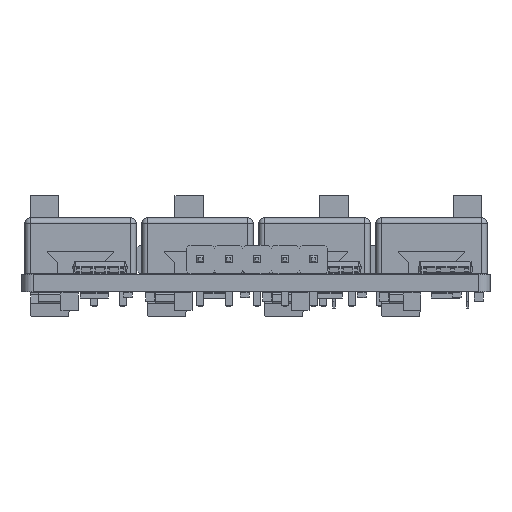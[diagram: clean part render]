
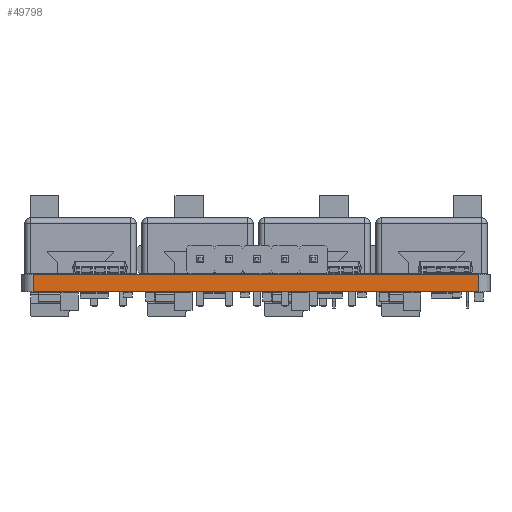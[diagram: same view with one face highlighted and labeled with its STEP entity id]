
A CAD part, left-side view. The second image highlights one B-rep face of the part: STEP entity #49798.
In plain terms, the highlighted planar face has unit normal (-1, 0, 0).
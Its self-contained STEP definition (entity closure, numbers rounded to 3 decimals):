
#46533 = PLANE('',#46534);
#46534 = AXIS2_PLACEMENT_3D('',#46535,#46536,#46537);
#46535 = CARTESIAN_POINT('',(119.5,-72.,1.6));
#46536 = DIRECTION('',(0.,0.,1.));
#46537 = DIRECTION('',(1.,0.,0.));
#46587 = PLANE('',#46588);
#46588 = AXIS2_PLACEMENT_3D('',#46589,#46590,#46591);
#46589 = CARTESIAN_POINT('',(119.5,-72.,0.));
#46590 = DIRECTION('',(0.,0.,1.));
#46591 = DIRECTION('',(1.,0.,0.));
#46784 = VERTEX_POINT('',#46785);
#46785 = CARTESIAN_POINT('',(99.5,-52.,0.));
#46800 = CYLINDRICAL_SURFACE('',#46801,1.);
#46801 = AXIS2_PLACEMENT_3D('',#46802,#46803,#46804);
#46802 = CARTESIAN_POINT('',(100.5,-52.,0.));
#46803 = DIRECTION('',(0.,0.,-1.));
#46804 = DIRECTION('',(1.,0.,0.));
#46812 = EDGE_CURVE('',#46784,#46813,#46815,.T.);
#46813 = VERTEX_POINT('',#46814);
#46814 = CARTESIAN_POINT('',(99.5,-92.,0.));
#46815 = SURFACE_CURVE('',#46816,(#46820,#46827),.PCURVE_S1.);
#46816 = LINE('',#46817,#46818);
#46817 = CARTESIAN_POINT('',(99.5,-52.,0.));
#46818 = VECTOR('',#46819,1.);
#46819 = DIRECTION('',(0.,-1.,0.));
#46820 = PCURVE('',#46587,#46821);
#46821 = DEFINITIONAL_REPRESENTATION('',(#46822),#46826);
#46822 = LINE('',#46823,#46824);
#46823 = CARTESIAN_POINT('',(-20.,20.));
#46824 = VECTOR('',#46825,1.);
#46825 = DIRECTION('',(0.,-1.));
#46826 = ( GEOMETRIC_REPRESENTATION_CONTEXT(2) 
PARAMETRIC_REPRESENTATION_CONTEXT() REPRESENTATION_CONTEXT('2D SPACE',''
  ) );
#46827 = PCURVE('',#46828,#46833);
#46828 = PLANE('',#46829);
#46829 = AXIS2_PLACEMENT_3D('',#46830,#46831,#46832);
#46830 = CARTESIAN_POINT('',(99.5,-52.,0.));
#46831 = DIRECTION('',(1.,0.,0.));
#46832 = DIRECTION('',(0.,-1.,0.));
#46833 = DEFINITIONAL_REPRESENTATION('',(#46834),#46838);
#46834 = LINE('',#46835,#46836);
#46835 = CARTESIAN_POINT('',(0.,0.));
#46836 = VECTOR('',#46837,1.);
#46837 = DIRECTION('',(1.,0.));
#46838 = ( GEOMETRIC_REPRESENTATION_CONTEXT(2) 
PARAMETRIC_REPRESENTATION_CONTEXT() REPRESENTATION_CONTEXT('2D SPACE',''
  ) );
#46857 = CYLINDRICAL_SURFACE('',#46858,1.);
#46858 = AXIS2_PLACEMENT_3D('',#46859,#46860,#46861);
#46859 = CARTESIAN_POINT('',(100.5,-92.,0.));
#46860 = DIRECTION('',(0.,0.,-1.));
#46861 = DIRECTION('',(1.,0.,0.));
#48377 = VERTEX_POINT('',#48378);
#48378 = CARTESIAN_POINT('',(99.5,-52.,1.6));
#48400 = EDGE_CURVE('',#48377,#48401,#48403,.T.);
#48401 = VERTEX_POINT('',#48402);
#48402 = CARTESIAN_POINT('',(99.5,-92.,1.6));
#48403 = SURFACE_CURVE('',#48404,(#48408,#48415),.PCURVE_S1.);
#48404 = LINE('',#48405,#48406);
#48405 = CARTESIAN_POINT('',(99.5,-52.,1.6));
#48406 = VECTOR('',#48407,1.);
#48407 = DIRECTION('',(0.,-1.,0.));
#48408 = PCURVE('',#46533,#48409);
#48409 = DEFINITIONAL_REPRESENTATION('',(#48410),#48414);
#48410 = LINE('',#48411,#48412);
#48411 = CARTESIAN_POINT('',(-20.,20.));
#48412 = VECTOR('',#48413,1.);
#48413 = DIRECTION('',(0.,-1.));
#48414 = ( GEOMETRIC_REPRESENTATION_CONTEXT(2) 
PARAMETRIC_REPRESENTATION_CONTEXT() REPRESENTATION_CONTEXT('2D SPACE',''
  ) );
#48415 = PCURVE('',#46828,#48416);
#48416 = DEFINITIONAL_REPRESENTATION('',(#48417),#48421);
#48417 = LINE('',#48418,#48419);
#48418 = CARTESIAN_POINT('',(0.,-1.6));
#48419 = VECTOR('',#48420,1.);
#48420 = DIRECTION('',(1.,0.));
#48421 = ( GEOMETRIC_REPRESENTATION_CONTEXT(2) 
PARAMETRIC_REPRESENTATION_CONTEXT() REPRESENTATION_CONTEXT('2D SPACE',''
  ) );
#49748 = EDGE_CURVE('',#46813,#48401,#49749,.T.);
#49749 = SURFACE_CURVE('',#49750,(#49754,#49761),.PCURVE_S1.);
#49750 = LINE('',#49751,#49752);
#49751 = CARTESIAN_POINT('',(99.5,-92.,0.));
#49752 = VECTOR('',#49753,1.);
#49753 = DIRECTION('',(0.,0.,1.));
#49754 = PCURVE('',#46857,#49755);
#49755 = DEFINITIONAL_REPRESENTATION('',(#49756),#49760);
#49756 = LINE('',#49757,#49758);
#49757 = CARTESIAN_POINT('',(-3.142,0.));
#49758 = VECTOR('',#49759,1.);
#49759 = DIRECTION('',(0.,-1.));
#49760 = ( GEOMETRIC_REPRESENTATION_CONTEXT(2) 
PARAMETRIC_REPRESENTATION_CONTEXT() REPRESENTATION_CONTEXT('2D SPACE',''
  ) );
#49761 = PCURVE('',#46828,#49762);
#49762 = DEFINITIONAL_REPRESENTATION('',(#49763),#49767);
#49763 = LINE('',#49764,#49765);
#49764 = CARTESIAN_POINT('',(40.,0.));
#49765 = VECTOR('',#49766,1.);
#49766 = DIRECTION('',(0.,-1.));
#49767 = ( GEOMETRIC_REPRESENTATION_CONTEXT(2) 
PARAMETRIC_REPRESENTATION_CONTEXT() REPRESENTATION_CONTEXT('2D SPACE',''
  ) );
#49777 = EDGE_CURVE('',#46784,#48377,#49778,.T.);
#49778 = SURFACE_CURVE('',#49779,(#49783,#49790),.PCURVE_S1.);
#49779 = LINE('',#49780,#49781);
#49780 = CARTESIAN_POINT('',(99.5,-52.,0.));
#49781 = VECTOR('',#49782,1.);
#49782 = DIRECTION('',(0.,0.,1.));
#49783 = PCURVE('',#46800,#49784);
#49784 = DEFINITIONAL_REPRESENTATION('',(#49785),#49789);
#49785 = LINE('',#49786,#49787);
#49786 = CARTESIAN_POINT('',(-3.142,0.));
#49787 = VECTOR('',#49788,1.);
#49788 = DIRECTION('',(0.,-1.));
#49789 = ( GEOMETRIC_REPRESENTATION_CONTEXT(2) 
PARAMETRIC_REPRESENTATION_CONTEXT() REPRESENTATION_CONTEXT('2D SPACE',''
  ) );
#49790 = PCURVE('',#46828,#49791);
#49791 = DEFINITIONAL_REPRESENTATION('',(#49792),#49796);
#49792 = LINE('',#49793,#49794);
#49793 = CARTESIAN_POINT('',(0.,0.));
#49794 = VECTOR('',#49795,1.);
#49795 = DIRECTION('',(0.,-1.));
#49796 = ( GEOMETRIC_REPRESENTATION_CONTEXT(2) 
PARAMETRIC_REPRESENTATION_CONTEXT() REPRESENTATION_CONTEXT('2D SPACE',''
  ) );
#49798 = ADVANCED_FACE('',(#49799),#46828,.F.);
#49799 = FACE_BOUND('',#49800,.F.);
#49800 = EDGE_LOOP('',(#49801,#49802,#49803,#49804));
#49801 = ORIENTED_EDGE('',*,*,#49777,.T.);
#49802 = ORIENTED_EDGE('',*,*,#48400,.T.);
#49803 = ORIENTED_EDGE('',*,*,#49748,.F.);
#49804 = ORIENTED_EDGE('',*,*,#46812,.F.);
